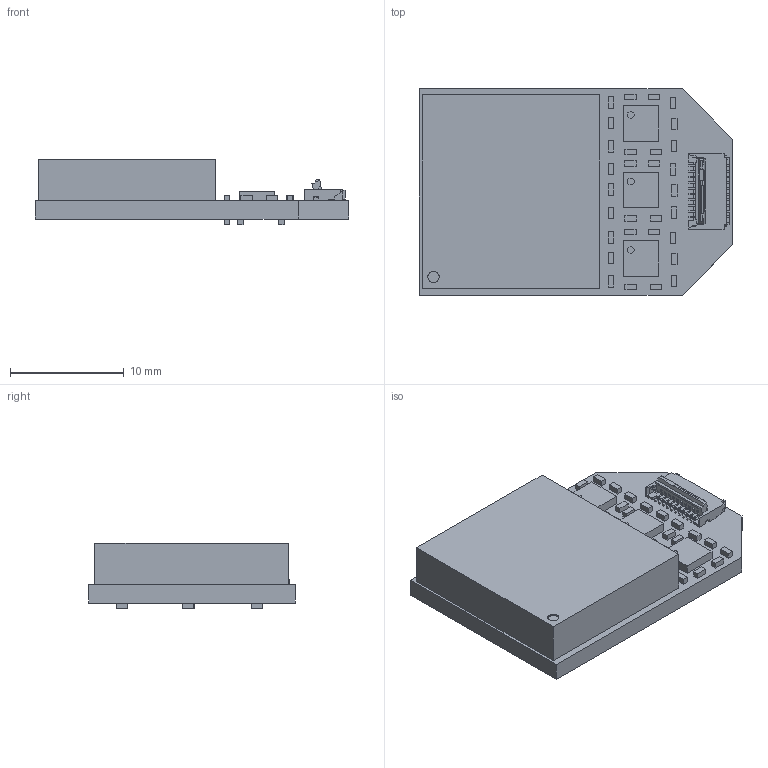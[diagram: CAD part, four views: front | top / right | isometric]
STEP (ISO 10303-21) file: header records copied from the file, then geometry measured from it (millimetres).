
FILE_DESCRIPTION(('Open CASCADE Model'),'2;1');
FILE_NAME('Open CASCADE Shape Model','2019-01-30T16:02:34',('Author'),( 'Open CASCADE'),'Open CASCADE STEP processor 6.8','Open CASCADE 6.8' ,'Unknown');
FILE_SCHEMA(('AUTOMOTIVE_DESIGN { 1 0 10303 214 1 1 1 1 }'));
Length unit declared in the file: millimetre
Products named in the file (1): PCB
Bounding box: 27.53 x 18.16 x 5.75 mm (x, y, z)
Volume: 816.8 mm3; surface area: 2230.7 mm2
Topology: 48 solids, 89 shells, 1113 faces, 3251 edges, 2284 vertices
Faces by surface type: plane 971, cylinder 142
Entity records: 37120 total; most frequent: CARTESIAN_POINT 6659, ORIENTED_EDGE 6214, DIRECTION 5763, EDGE_CURVE 3203, LINE 2963, VECTOR 2963, VERTEX_POINT 2188, AXIS2_PLACEMENT_3D 1400
